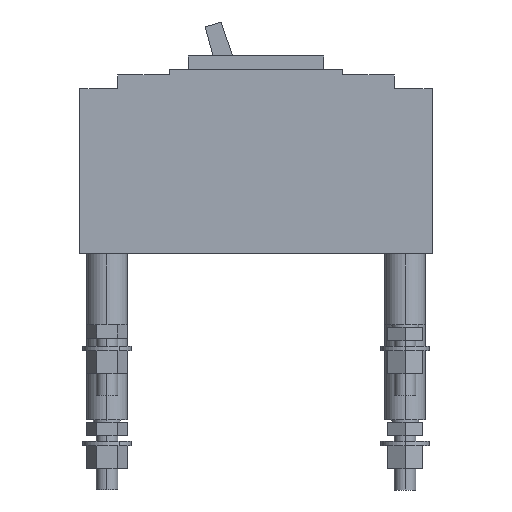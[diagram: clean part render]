
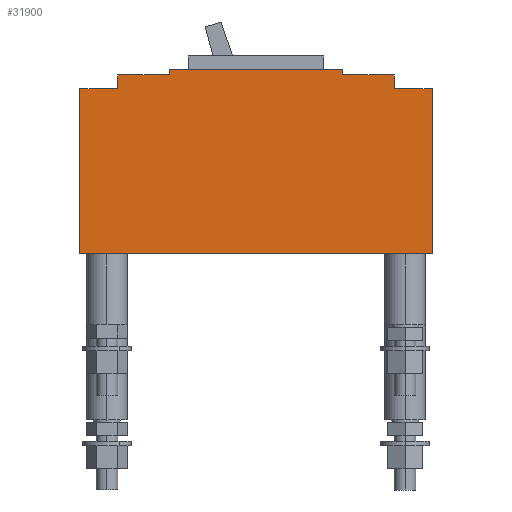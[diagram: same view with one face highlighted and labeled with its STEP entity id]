
A CAD part, left-side view. The second image highlights one B-rep face of the part: STEP entity #31900.
In plain terms, the highlighted planar face has unit normal (-1, 0, 0).
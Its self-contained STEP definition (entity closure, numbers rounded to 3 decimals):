
#21890=CARTESIAN_POINT('',(42.5,382.,-7.));
#21900=VERTEX_POINT('',#21890);
#21930=CARTESIAN_POINT('',(42.5,0.,-7.));
#21940=DIRECTION('',(0.,1.,0.));
#21950=VECTOR('',#21940,1.);
#21960=LINE('',#21930,#21950);
#21970=CARTESIAN_POINT('',(42.5,401.,-7.));
#21980=VERTEX_POINT('',#21970);
#21990=EDGE_CURVE('',#21900,#21980,#21960,.T.);
#22550=CARTESIAN_POINT('',(42.5,382.,0.));
#22560=DIRECTION('',(0.,0.,-1.));
#22570=VECTOR('',#22560,1.);
#22580=LINE('',#22550,#22570);
#22590=CARTESIAN_POINT('',(42.5,382.,-5.));
#22600=VERTEX_POINT('',#22590);
#22610=EDGE_CURVE('',#22600,#21900,#22580,.T.);
#22830=CARTESIAN_POINT('',(42.5,318.,-5.));
#22840=VERTEX_POINT('',#22830);
#22920=CARTESIAN_POINT('',(42.5,318.,-7.));
#22930=VERTEX_POINT('',#22920);
#22960=CARTESIAN_POINT('',(42.5,318.,0.));
#22970=DIRECTION('',(0.,0.,1.));
#22980=VECTOR('',#22970,1.);
#22990=LINE('',#22960,#22980);
#23000=EDGE_CURVE('',#22930,#22840,#22990,.T.);
#23100=CARTESIAN_POINT('',(42.5,0.,-7.));
#23110=DIRECTION('',(0.,1.,0.));
#23120=VECTOR('',#23110,1.);
#23130=LINE('',#23100,#23120);
#23140=CARTESIAN_POINT('',(42.5,299.,-7.));
#23150=VERTEX_POINT('',#23140);
#23160=EDGE_CURVE('',#23150,#22930,#23130,.T.);
#31190=CARTESIAN_POINT('',(42.5,415.,0.));
#31200=DIRECTION('',(1.,-0.,0.));
#31210=DIRECTION('',(0.,0.,-1.));
#31220=AXIS2_PLACEMENT_3D('',#31190,#31200,#31210);
#31230=PLANE('',#31220);
#31240=CARTESIAN_POINT('',(42.5,285.,0.));
#31250=DIRECTION('',(0.,0.,-1.));
#31260=VECTOR('',#31250,1.);
#31270=LINE('',#31240,#31260);
#31280=CARTESIAN_POINT('',(42.5,285.,-12.));
#31290=VERTEX_POINT('',#31280);
#31300=CARTESIAN_POINT('',(42.5,285.,-73.));
#31310=VERTEX_POINT('',#31300);
#31320=EDGE_CURVE('',#31290,#31310,#31270,.T.);
#31330=ORIENTED_EDGE('',*,*,#31320,.F.);
#31340=CARTESIAN_POINT('',(42.5,0.,-73.));
#31350=DIRECTION('',(0.,1.,0.));
#31360=VECTOR('',#31350,1.);
#31370=LINE('',#31340,#31360);
#31380=CARTESIAN_POINT('',(42.5,415.,-73.));
#31390=VERTEX_POINT('',#31380);
#31400=EDGE_CURVE('',#31310,#31390,#31370,.T.);
#31410=ORIENTED_EDGE('',*,*,#31400,.F.);
#31420=CARTESIAN_POINT('',(42.5,415.,0.));
#31430=DIRECTION('',(0.,0.,1.));
#31440=VECTOR('',#31430,1.);
#31450=LINE('',#31420,#31440);
#31460=CARTESIAN_POINT('',(42.5,415.,-12.));
#31470=VERTEX_POINT('',#31460);
#31480=EDGE_CURVE('',#31390,#31470,#31450,.T.);
#31490=ORIENTED_EDGE('',*,*,#31480,.F.);
#31500=CARTESIAN_POINT('',(42.5,0.,-12.));
#31510=DIRECTION('',(0.,-1.,0.));
#31520=VECTOR('',#31510,1.);
#31530=LINE('',#31500,#31520);
#31540=CARTESIAN_POINT('',(42.5,401.,-12.));
#31550=VERTEX_POINT('',#31540);
#31560=EDGE_CURVE('',#31470,#31550,#31530,.T.);
#31570=ORIENTED_EDGE('',*,*,#31560,.F.);
#31580=CARTESIAN_POINT('',(42.5,401.,0.));
#31590=DIRECTION('',(0.,0.,1.));
#31600=VECTOR('',#31590,1.);
#31610=LINE('',#31580,#31600);
#31620=EDGE_CURVE('',#31550,#21980,#31610,.T.);
#31630=ORIENTED_EDGE('',*,*,#31620,.F.);
#31640=ORIENTED_EDGE('',*,*,#21990,.T.);
#31650=ORIENTED_EDGE('',*,*,#22610,.T.);
#31660=CARTESIAN_POINT('',(42.5,0.,-5.));
#31670=DIRECTION('',(0.,1.,0.));
#31680=VECTOR('',#31670,1.);
#31690=LINE('',#31660,#31680);
#31700=EDGE_CURVE('',#22840,#22600,#31690,.T.);
#31710=ORIENTED_EDGE('',*,*,#31700,.T.);
#31720=ORIENTED_EDGE('',*,*,#23000,.T.);
#31730=ORIENTED_EDGE('',*,*,#23160,.T.);
#31740=CARTESIAN_POINT('',(42.5,299.,0.));
#31750=DIRECTION('',(0.,0.,-1.));
#31760=VECTOR('',#31750,1.);
#31770=LINE('',#31740,#31760);
#31780=CARTESIAN_POINT('',(42.5,299.,-12.));
#31790=VERTEX_POINT('',#31780);
#31800=EDGE_CURVE('',#23150,#31790,#31770,.T.);
#31810=ORIENTED_EDGE('',*,*,#31800,.F.);
#31820=CARTESIAN_POINT('',(42.5,0.,-12.));
#31830=DIRECTION('',(0.,-1.,0.));
#31840=VECTOR('',#31830,1.);
#31850=LINE('',#31820,#31840);
#31860=EDGE_CURVE('',#31790,#31290,#31850,.T.);
#31870=ORIENTED_EDGE('',*,*,#31860,.F.);
#31880=EDGE_LOOP('',(#31870,#31810,#31730,#31720,#31710,#31650,#31640,
#31630,#31570,#31490,#31410,#31330));
#31890=FACE_OUTER_BOUND('',#31880,.T.);
#31900=ADVANCED_FACE('',(#31890),#31230,.F.);
